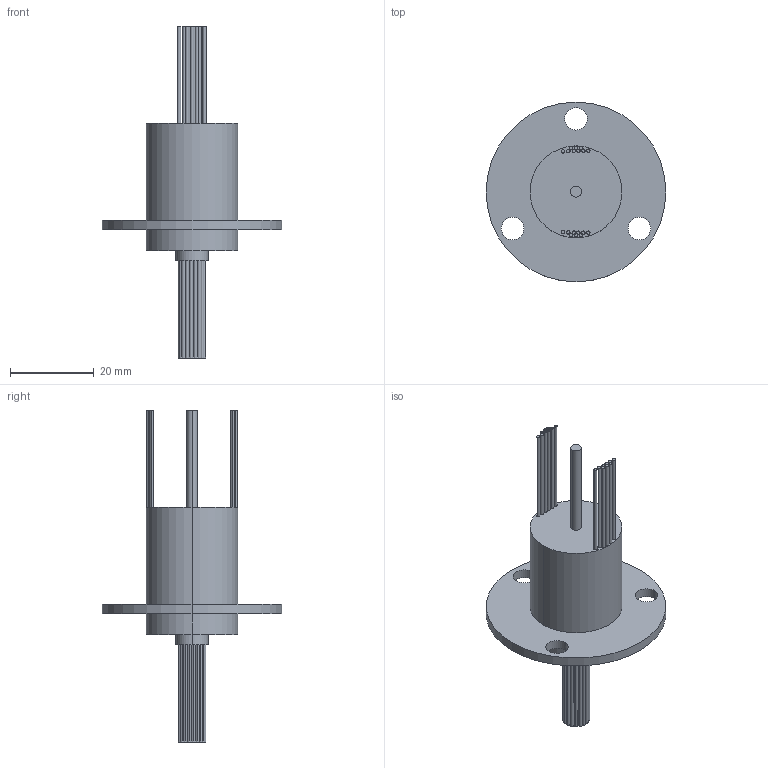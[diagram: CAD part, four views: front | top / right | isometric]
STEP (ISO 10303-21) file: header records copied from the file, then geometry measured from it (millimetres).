
FILE_DESCRIPTION (( 'STEP AP203' ), '1' );
FILE_NAME ('MSDI216.STEP', '2020-07-24T04:00:03', ( 'gongcheng1' ), ( '' ), 'SwSTEP 2.0', 'SolidWorks 2014', '' );
FILE_SCHEMA (( 'CONFIG_CONTROL_DESIGN' ));
Length unit declared in the file: millimetre
Products named in the file (1): MSDI216
Bounding box: 43 x 43 x 79.4 mm (x, y, z)
Volume: 14687.4 mm3; surface area: 7683.1 mm2
Topology: 1 solids, 1 shells, 133 faces, 270 edges, 180 vertices
Faces by surface type: cylinder 90, plane 43
Entity records: 3673 total; most frequent: DIRECTION 718, CARTESIAN_POINT 584, ORIENTED_EDGE 540, AXIS2_PLACEMENT_3D 314, EDGE_CURVE 270, CIRCLE 180, VERTEX_POINT 180, EDGE_LOOP 180
